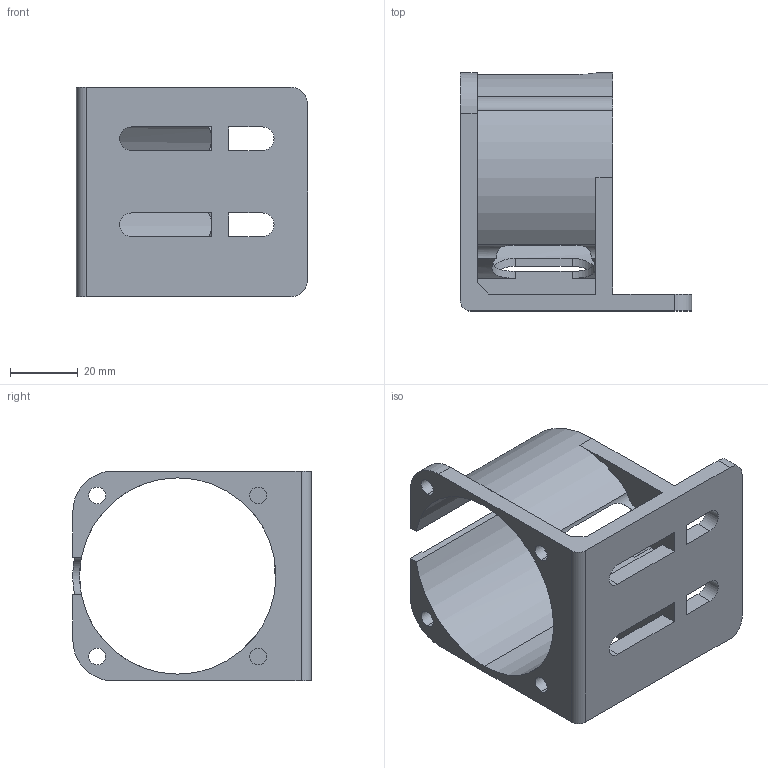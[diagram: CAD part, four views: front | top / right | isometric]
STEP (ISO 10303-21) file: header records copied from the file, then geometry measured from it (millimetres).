
FILE_DESCRIPTION (( 'STEP AP214' ), '1' );
FILE_NAME ('User Library-stepper-plate3_v2.STEP', '2020-05-16T13:12:20', ( '' ), ( '' ), 'SwSTEP 2.0', 'SolidWorks 2019', '' );
FILE_SCHEMA (( 'AUTOMOTIVE_DESIGN' ));
Length unit declared in the file: millimetre
Products named in the file (1): User Library-stepper-plate3_v2
Bounding box: 68.3 x 70.42 x 62 mm (x, y, z)
Volume: 41265.7 mm3; surface area: 27062.8 mm2
Topology: 1 solids, 1 shells, 72 faces, 225 edges, 148 vertices
Faces by surface type: cylinder 39, plane 33
Entity records: 3002 total; most frequent: CARTESIAN_POINT 895, ORIENTED_EDGE 450, DIRECTION 421, EDGE_CURVE 225, VERTEX_POINT 148, VECTOR 143, LINE 143, AXIS2_PLACEMENT_3D 139
